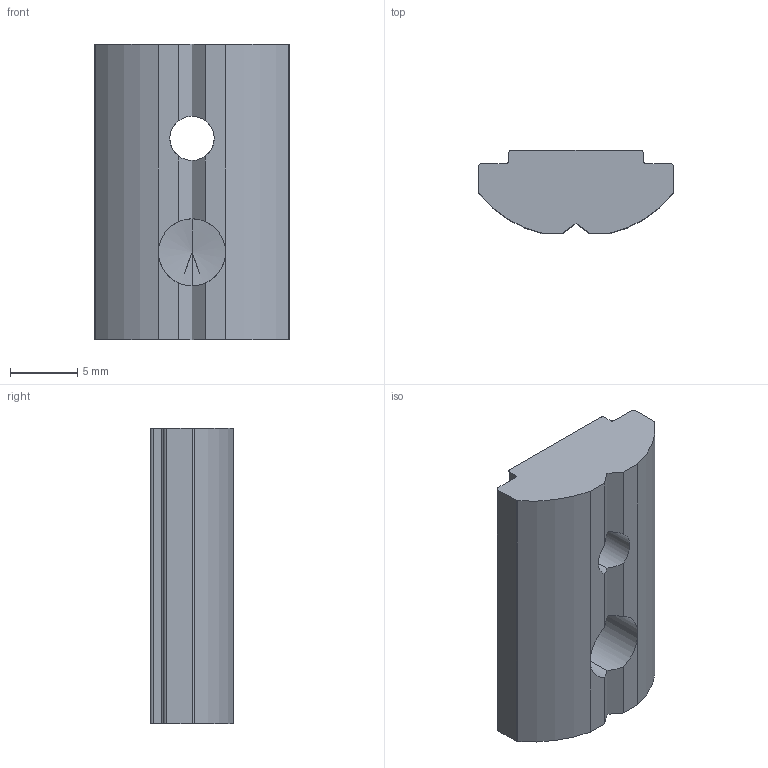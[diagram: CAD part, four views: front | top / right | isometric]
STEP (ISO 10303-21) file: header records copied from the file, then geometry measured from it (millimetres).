
FILE_DESCRIPTION (( 'STEP AP214' ), '1' );
FILE_NAME ('096124e.STEP', '2014-08-27T11:00:44', ( '' ), ( '' ), 'SwSTEP 2.0', 'SolidWorks 2014', '' );
FILE_SCHEMA (( 'AUTOMOTIVE_DESIGN' ));
Length unit declared in the file: millimetre
Products named in the file (1): 096124e
Bounding box: 14.5 x 6.2 x 22 mm (x, y, z)
Volume: 1464.7 mm3; surface area: 1100.5 mm2
Topology: 1 solids, 1 shells, 35 faces, 97 edges, 61 vertices
Faces by surface type: plane 19, cylinder 14, cone 2
Entity records: 1526 total; most frequent: CARTESIAN_POINT 216, ORIENTED_EDGE 190, DIRECTION 189, EDGE_CURVE 95, AXIS2_PLACEMENT_3D 66, VERTEX_POINT 61, LINE 57, VECTOR 57
